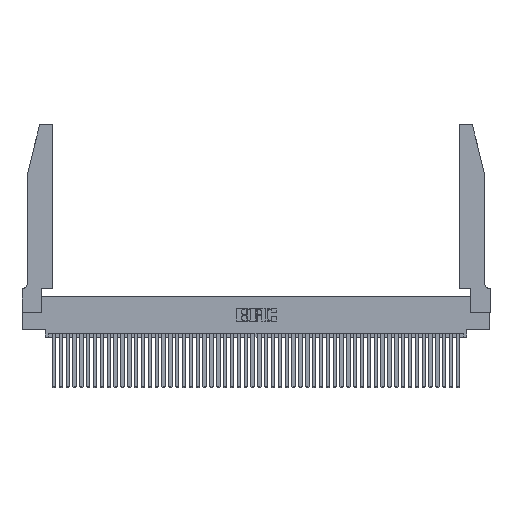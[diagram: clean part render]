
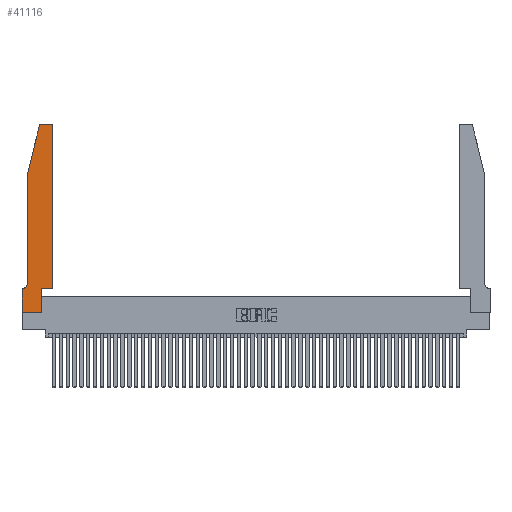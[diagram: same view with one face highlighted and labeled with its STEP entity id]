
A CAD part, top view. The second image highlights one B-rep face of the part: STEP entity #41116.
In plain terms, the highlighted planar face has unit normal (0, 0, 1).
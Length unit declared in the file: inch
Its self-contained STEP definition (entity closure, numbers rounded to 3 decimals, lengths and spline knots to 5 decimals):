
#214 = AXIS2_PLACEMENT_3D ( 'NONE', #31223, #8385, #35055 ) ;
#407 = CARTESIAN_POINT ( 'NONE',  ( 0.2865, 0., 0.37 ) ) ;
#451 = VERTEX_POINT ( 'NONE', #44945 ) ;
#876 = ORIENTED_EDGE ( 'NONE', *, *, #45656, .T. ) ;
#1190 = LINE ( 'NONE', #11133, #20485 ) ;
#1226 = CIRCLE ( 'NONE', #38284, 0.03 ) ;
#4015 = VECTOR ( 'NONE', #41737, 39.37008 ) ;
#4296 = CARTESIAN_POINT ( 'NONE',  ( 0., 0., 0.37 ) ) ;
#4903 = CARTESIAN_POINT ( 'NONE',  ( 0., 0.35, 0.37 ) ) ;
#6305 = EDGE_CURVE ( 'NONE', #32154, #14068, #46085, .T. ) ;
#6318 = LINE ( 'NONE', #44010, #15340 ) ;
#6935 = AXIS2_PLACEMENT_3D ( 'NONE', #15960, #42476, #19820 ) ;
#7792 = ORIENTED_EDGE ( 'NONE', *, *, #6305, .T. ) ;
#8187 = DIRECTION ( 'NONE',  ( 1., 0., 0. ) ) ;
#8385 = DIRECTION ( 'NONE',  ( 0., 0., -1. ) ) ;
#8488 = CIRCLE ( 'NONE', #214, 0.07 ) ;
#9197 = EDGE_CURVE ( 'NONE', #451, #10363, #43455, .T. ) ;
#10363 = VERTEX_POINT ( 'NONE', #10496 ) ;
#10496 = CARTESIAN_POINT ( 'NONE',  ( 0.25487, 2.72718, 0.37 ) ) ;
#10650 = DIRECTION ( 'NONE',  ( 0., 0., 1. ) ) ;
#11133 = CARTESIAN_POINT ( 'NONE',  ( 0.0755, 2., 0.37 ) ) ;
#11734 = DIRECTION ( 'NONE',  ( 0., 1., 0. ) ) ;
#13384 = FACE_OUTER_BOUND ( 'NONE', #41736, .T. ) ;
#13826 = VECTOR ( 'NONE', #37755, 39.37008 ) ;
#14068 = VERTEX_POINT ( 'NONE', #43049 ) ;
#14265 = LINE ( 'NONE', #19061, #4015 ) ;
#14487 = VERTEX_POINT ( 'NONE', #407 ) ;
#14982 = DIRECTION ( 'NONE',  ( -0.239, -0.971, 0. ) ) ;
#15340 = VECTOR ( 'NONE', #25186, 39.37008 ) ;
#15438 = DIRECTION ( 'NONE',  ( 0., -1., 0. ) ) ;
#15960 = CARTESIAN_POINT ( 'NONE',  ( 0., 0.35, 0.37 ) ) ;
#17390 = CARTESIAN_POINT ( 'NONE',  ( 0.4505, 0.35, 0.37 ) ) ;
#17404 = CARTESIAN_POINT ( 'NONE',  ( 0.0755, 2., 0.37 ) ) ;
#17579 = ORIENTED_EDGE ( 'NONE', *, *, #45582, .T. ) ;
#19061 = CARTESIAN_POINT ( 'NONE',  ( 0.0755, 0.35, 0.37 ) ) ;
#19218 = VECTOR ( 'NONE', #8187, 39.37008 ) ;
#19707 = ORIENTED_EDGE ( 'NONE', *, *, #30055, .T. ) ;
#19820 = DIRECTION ( 'NONE',  ( 1., 0., 0. ) ) ;
#20063 = ORIENTED_EDGE ( 'NONE', *, *, #33983, .T. ) ;
#20485 = VECTOR ( 'NONE', #14982, 39.37008 ) ;
#20871 = EDGE_CURVE ( 'NONE', #14068, #39504, #6318, .T. ) ;
#21258 = DIRECTION ( 'NONE',  ( 1., 0., 0. ) ) ;
#22066 = CARTESIAN_POINT ( 'NONE',  ( 0.4205, 2.75, 0.37 ) ) ;
#22281 = VECTOR ( 'NONE', #15438, 39.37008 ) ;
#22285 = ORIENTED_EDGE ( 'NONE', *, *, #9197, .T. ) ;
#22335 = VERTEX_POINT ( 'NONE', #22066 ) ;
#22610 = DIRECTION ( 'NONE',  ( 0., 0., 1. ) ) ;
#22838 = LINE ( 'NONE', #26891, #32935 ) ;
#23404 = ORIENTED_EDGE ( 'NONE', *, *, #41818, .T. ) ;
#24209 = CARTESIAN_POINT ( 'NONE',  ( 0.2865, 0.35, 0.37 ) ) ;
#24798 = DIRECTION ( 'NONE',  ( 0., -1., 0. ) ) ;
#25186 = DIRECTION ( 'NONE',  ( 0., 1., 0. ) ) ;
#25509 = VECTOR ( 'NONE', #24798, 39.37008 ) ;
#25922 = VERTEX_POINT ( 'NONE', #43970 ) ;
#26019 = VECTOR ( 'NONE', #21258, 39.37008 ) ;
#26273 = AXIS2_PLACEMENT_3D ( 'NONE', #45241, #22610, #49026 ) ;
#26674 = LINE ( 'NONE', #47567, #25509 ) ;
#26891 = CARTESIAN_POINT ( 'NONE',  ( 0.2865, 0.35, 0.37 ) ) ;
#27140 = VERTEX_POINT ( 'NONE', #49191 ) ;
#27897 = ORIENTED_EDGE ( 'NONE', *, *, #33892, .T. ) ;
#28051 = ORIENTED_EDGE ( 'NONE', *, *, #20871, .T. ) ;
#29046 = ORIENTED_EDGE ( 'NONE', *, *, #46008, .T. ) ;
#29061 = CARTESIAN_POINT ( 'NONE',  ( 0.4505, 2.72, 0.37 ) ) ;
#30055 = EDGE_CURVE ( 'NONE', #25922, #32131, #14265, .T. ) ;
#30261 = VERTEX_POINT ( 'NONE', #43697 ) ;
#30526 = LINE ( 'NONE', #4296, #19218 ) ;
#31223 = CARTESIAN_POINT ( 'NONE',  ( 0.0055, 0.42, 0.37 ) ) ;
#31650 = VERTEX_POINT ( 'NONE', #17404 ) ;
#32131 = VERTEX_POINT ( 'NONE', #4903 ) ;
#32154 = VERTEX_POINT ( 'NONE', #24209 ) ;
#32366 = LINE ( 'NONE', #49370, #22281 ) ;
#32935 = VECTOR ( 'NONE', #11734, 39.37008 ) ;
#33458 = CARTESIAN_POINT ( 'NONE',  ( 0.4205, 2.72, 0.37 ) ) ;
#33892 = EDGE_CURVE ( 'NONE', #31650, #30261, #32366, .T. ) ;
#33983 = EDGE_CURVE ( 'NONE', #30261, #25922, #8488, .T. ) ;
#34003 = CARTESIAN_POINT ( 'NONE',  ( 0.2605, 2.75, 0.37 ) ) ;
#35055 = DIRECTION ( 'NONE',  ( -1., 0., 0. ) ) ;
#35248 = LINE ( 'NONE', #34003, #13826 ) ;
#37220 = DIRECTION ( 'NONE',  ( 1., 0., 0. ) ) ;
#37755 = DIRECTION ( 'NONE',  ( -1., 0., 0. ) ) ;
#38284 = AXIS2_PLACEMENT_3D ( 'NONE', #33458, #10650, #37220 ) ;
#39419 = EDGE_CURVE ( 'NONE', #32131, #27140, #26674, .T. ) ;
#39504 = VERTEX_POINT ( 'NONE', #29061 ) ;
#40050 = ORIENTED_EDGE ( 'NONE', *, *, #44781, .T. ) ;
#41116 = ADVANCED_FACE ( 'NONE', ( #13384 ), #46104, .T. ) ;
#41736 = EDGE_LOOP ( 'NONE', ( #29046, #22285, #23404, #27897, #20063, #19707, #42005, #876, #17579, #7792, #28051, #40050 ) ) ;
#41737 = DIRECTION ( 'NONE',  ( -1., 0., 0. ) ) ;
#41818 = EDGE_CURVE ( 'NONE', #10363, #31650, #1190, .T. ) ;
#42005 = ORIENTED_EDGE ( 'NONE', *, *, #39419, .T. ) ;
#42476 = DIRECTION ( 'NONE',  ( 0., 0., 1. ) ) ;
#43049 = CARTESIAN_POINT ( 'NONE',  ( 0.4505, 0.35, 0.37 ) ) ;
#43455 = CIRCLE ( 'NONE', #26273, 0.03 ) ;
#43697 = CARTESIAN_POINT ( 'NONE',  ( 0.0755, 0.42, 0.37 ) ) ;
#43970 = CARTESIAN_POINT ( 'NONE',  ( 0.0055, 0.35, 0.37 ) ) ;
#44010 = CARTESIAN_POINT ( 'NONE',  ( 0.4505, 0.35, 0.37 ) ) ;
#44781 = EDGE_CURVE ( 'NONE', #39504, #22335, #1226, .T. ) ;
#44945 = CARTESIAN_POINT ( 'NONE',  ( 0.284, 2.75, 0.37 ) ) ;
#45241 = CARTESIAN_POINT ( 'NONE',  ( 0.284, 2.72, 0.37 ) ) ;
#45582 = EDGE_CURVE ( 'NONE', #14487, #32154, #22838, .T. ) ;
#45656 = EDGE_CURVE ( 'NONE', #27140, #14487, #30526, .T. ) ;
#46008 = EDGE_CURVE ( 'NONE', #22335, #451, #35248, .T. ) ;
#46085 = LINE ( 'NONE', #17390, #26019 ) ;
#46104 = PLANE ( 'NONE',  #6935 ) ;
#47567 = CARTESIAN_POINT ( 'NONE',  ( 0., 0., 0.37 ) ) ;
#49026 = DIRECTION ( 'NONE',  ( 1., 0., 0. ) ) ;
#49191 = CARTESIAN_POINT ( 'NONE',  ( 0., 0., 0.37 ) ) ;
#49370 = CARTESIAN_POINT ( 'NONE',  ( 0.0755, 2., 0.37 ) ) ;
